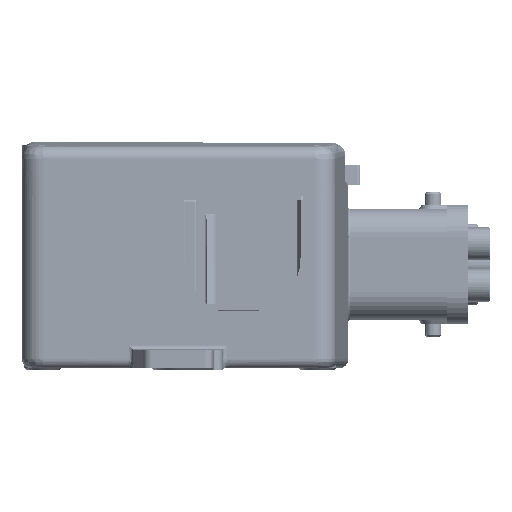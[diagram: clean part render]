
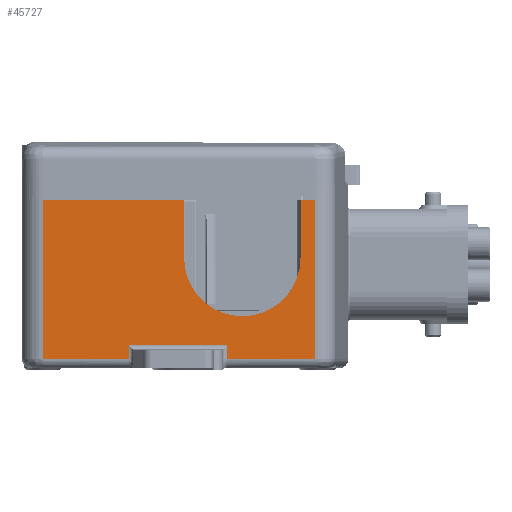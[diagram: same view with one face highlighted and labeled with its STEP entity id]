
A CAD part, left-side view. The second image highlights one B-rep face of the part: STEP entity #45727.
In plain terms, the highlighted planar face has unit normal (-1, 0, 0).
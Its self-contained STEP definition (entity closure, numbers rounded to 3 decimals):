
#36690=PLANE('',#156240);
#40204=FACE_OUTER_BOUND('',#54410,.T.);
#45727=ADVANCED_FACE('',(#40204),#36690,.T.);
#54410=EDGE_LOOP('',(#65059,#65060,#65061,#65062,#65063,#65064,#65065,#65066,
#65067,#65068,#65069,#65070));
#65059=ORIENTED_EDGE('',*,*,#107129,.T.);
#65060=ORIENTED_EDGE('',*,*,#107130,.T.);
#65061=ORIENTED_EDGE('',*,*,#107131,.T.);
#65062=ORIENTED_EDGE('',*,*,#107132,.F.);
#65063=ORIENTED_EDGE('',*,*,#107133,.T.);
#65064=ORIENTED_EDGE('',*,*,#107126,.T.);
#65065=ORIENTED_EDGE('',*,*,#106841,.T.);
#65066=ORIENTED_EDGE('',*,*,#106845,.T.);
#65067=ORIENTED_EDGE('',*,*,#106918,.T.);
#65068=ORIENTED_EDGE('',*,*,#106758,.T.);
#65069=ORIENTED_EDGE('',*,*,#107134,.T.);
#65070=ORIENTED_EDGE('',*,*,#107135,.T.);
#95084=VERTEX_POINT('',#203118);
#95085=VERTEX_POINT('',#203120);
#95139=VERTEX_POINT('',#203440);
#95141=VERTEX_POINT('',#203443);
#95143=VERTEX_POINT('',#203449);
#95288=VERTEX_POINT('',#205992);
#95290=VERTEX_POINT('',#205998);
#95291=VERTEX_POINT('',#205999);
#95292=VERTEX_POINT('',#206001);
#95293=VERTEX_POINT('',#206003);
#95294=VERTEX_POINT('',#206005);
#95295=VERTEX_POINT('',#206008);
#106758=EDGE_CURVE('',#95085,#95084,#130307,.T.);
#106841=EDGE_CURVE('',#95141,#95139,#123798,.T.);
#106845=EDGE_CURVE('',#95139,#95143,#130353,.T.);
#106918=EDGE_CURVE('',#95143,#95085,#130388,.T.);
#107126=EDGE_CURVE('',#95288,#95141,#130498,.T.);
#107129=EDGE_CURVE('',#95290,#95291,#130501,.T.);
#107130=EDGE_CURVE('',#95291,#95292,#130502,.T.);
#107131=EDGE_CURVE('',#95292,#95293,#130503,.T.);
#107132=EDGE_CURVE('',#95294,#95293,#130504,.T.);
#107133=EDGE_CURVE('',#95294,#95288,#130505,.T.);
#107134=EDGE_CURVE('',#95084,#95295,#130506,.T.);
#107135=EDGE_CURVE('',#95295,#95290,#130507,.T.);
#123798=CIRCLE('',#156107,14.);
#130307=LINE('',#203119,#140196);
#130353=LINE('',#203451,#140242);
#130388=LINE('',#204248,#140277);
#130498=LINE('',#205991,#140387);
#130501=LINE('',#205997,#140390);
#130502=LINE('',#206000,#140391);
#130503=LINE('',#206002,#140392);
#130504=LINE('',#206004,#140393);
#130505=LINE('',#206006,#140394);
#130506=LINE('',#206007,#140395);
#130507=LINE('',#206009,#140396);
#140196=VECTOR('',#168872,1.);
#140242=VECTOR('',#169038,1.);
#140277=VECTOR('',#169113,1.);
#140387=VECTOR('',#169441,1.);
#140390=VECTOR('',#169446,1.);
#140391=VECTOR('',#169447,1.);
#140392=VECTOR('',#169448,1.);
#140393=VECTOR('',#169449,1.);
#140394=VECTOR('',#169450,1.);
#140395=VECTOR('',#169451,1.);
#140396=VECTOR('',#169452,1.);
#156107=AXIS2_PLACEMENT_3D('',#203442,#169030,#169031);
#156240=AXIS2_PLACEMENT_3D('',#206010,#169453,#169454);
#168872=DIRECTION('',(0.,0.,-1.));
#169030=DIRECTION('',(1.,0.,0.));
#169031=DIRECTION('',(0.,-1.,0.));
#169038=DIRECTION('',(0.,0.,1.));
#169113=DIRECTION('',(0.,1.,0.));
#169441=DIRECTION('',(0.,0.,-1.));
#169446=DIRECTION('',(0.,-1.,0.));
#169447=DIRECTION('',(0.,0.,-1.));
#169448=DIRECTION('',(0.,-1.,0.));
#169449=DIRECTION('',(0.,0.,-1.));
#169450=DIRECTION('',(0.,1.,0.));
#169451=DIRECTION('',(0.,-1.,0.));
#169452=DIRECTION('',(0.,0.,1.));
#169453=DIRECTION('',(-1.,0.,0.));
#169454=DIRECTION('',(0.,-1.,0.));
#203118=CARTESIAN_POINT('',(-65.,32.5,2.2));
#203119=CARTESIAN_POINT('',(-65.,32.5,40.5));
#203120=CARTESIAN_POINT('',(-65.,32.5,40.5));
#203440=CARTESIAN_POINT('',(-65.,-1.5,26.5));
#203442=CARTESIAN_POINT('',(-65.,-15.5,26.5));
#203443=CARTESIAN_POINT('',(-65.,-29.5,26.5));
#203449=CARTESIAN_POINT('',(-65.,-1.5,40.5));
#203451=CARTESIAN_POINT('',(-65.,-1.5,26.5));
#204248=CARTESIAN_POINT('',(-65.,-1.5,40.5));
#205991=CARTESIAN_POINT('',(-65.,-29.5,40.5));
#205992=CARTESIAN_POINT('',(-65.,-29.5,40.5));
#205997=CARTESIAN_POINT('',(-65.,11.808,5.5));
#205998=CARTESIAN_POINT('',(-65.,11.808,5.5));
#205999=CARTESIAN_POINT('',(-65.,-11.808,5.5));
#206000=CARTESIAN_POINT('',(-65.,-11.808,5.5));
#206001=CARTESIAN_POINT('',(-65.,-11.808,2.2));
#206002=CARTESIAN_POINT('',(-65.,-11.808,2.2));
#206003=CARTESIAN_POINT('',(-65.,-32.919,2.2));
#206004=CARTESIAN_POINT('',(-65.,-32.919,40.5));
#206005=CARTESIAN_POINT('',(-65.,-32.919,40.5));
#206006=CARTESIAN_POINT('',(-65.,-32.919,40.5));
#206007=CARTESIAN_POINT('',(-65.,32.5,2.2));
#206008=CARTESIAN_POINT('',(-65.,11.808,2.2));
#206009=CARTESIAN_POINT('',(-65.,11.808,2.2));
#206010=CARTESIAN_POINT('',(-65.,32.6,-0.6));
